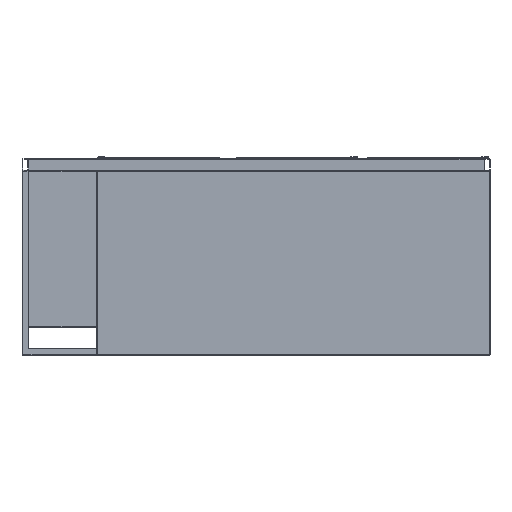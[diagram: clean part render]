
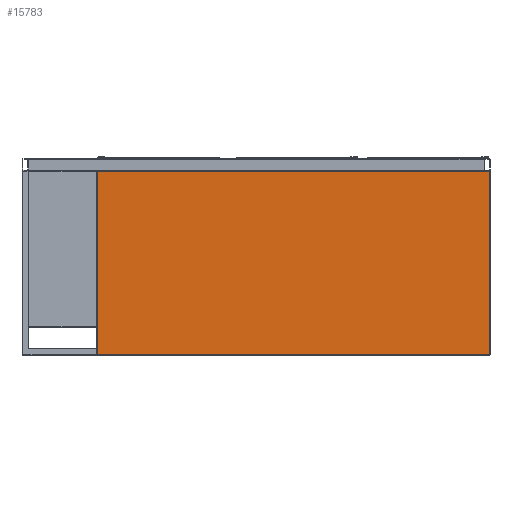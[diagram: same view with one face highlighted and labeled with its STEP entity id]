
A CAD part, front view. The second image highlights one B-rep face of the part: STEP entity #15783.
In plain terms, the highlighted planar face has unit normal (0, -1, 0).
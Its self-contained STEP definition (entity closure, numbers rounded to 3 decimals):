
#194 = EDGE_CURVE ( 'NONE', #12338, #13811, #31245, .T. ) ;
#1068 = VERTEX_POINT ( 'NONE', #7865 ) ;
#1815 = FACE_OUTER_BOUND ( 'NONE', #28182, .T. ) ;
#2468 = VERTEX_POINT ( 'NONE', #10506 ) ;
#3301 = CARTESIAN_POINT ( 'NONE',  ( -658., -280., -42. ) ) ;
#3847 = LINE ( 'NONE', #23831, #21505 ) ;
#4964 = DIRECTION ( 'NONE',  ( -1., 0., 0. ) ) ;
#5682 = CARTESIAN_POINT ( 'NONE',  ( -660., -280., -42. ) ) ;
#5946 = EDGE_CURVE ( 'NONE', #1068, #2468, #3847, .T. ) ;
#7350 = DIRECTION ( 'NONE',  ( 0., 0., 1. ) ) ;
#7865 = CARTESIAN_POINT ( 'NONE',  ( -658., -280., -658. ) ) ;
#10506 = CARTESIAN_POINT ( 'NONE',  ( 658., -280., -658. ) ) ;
#11166 = AXIS2_PLACEMENT_3D ( 'NONE', #22542, #30903, #22004 ) ;
#11384 = DIRECTION ( 'NONE',  ( 0., 0., -1. ) ) ;
#12338 = VERTEX_POINT ( 'NONE', #16207 ) ;
#12557 = CARTESIAN_POINT ( 'NONE',  ( -658., -280., -660. ) ) ;
#13811 = VERTEX_POINT ( 'NONE', #3301 ) ;
#13985 = ORIENTED_EDGE ( 'NONE', *, *, #23589, .T. ) ;
#15339 = ORIENTED_EDGE ( 'NONE', *, *, #34045, .T. ) ;
#15783 = ADVANCED_FACE ( 'Fl�che8', ( #1815 ), #24801, .T. ) ;
#16207 = CARTESIAN_POINT ( 'NONE',  ( 658., -280., -42. ) ) ;
#17905 = VECTOR ( 'NONE', #7350, 1000. ) ;
#19500 = VECTOR ( 'NONE', #11384, 1000. ) ;
#21505 = VECTOR ( 'NONE', #26824, 1000. ) ;
#22004 = DIRECTION ( 'NONE',  ( 0., 0., -1. ) ) ;
#22542 = CARTESIAN_POINT ( 'NONE',  ( -660., -280., -660. ) ) ;
#23589 = EDGE_CURVE ( 'NONE', #13811, #1068, #26743, .T. ) ;
#23831 = CARTESIAN_POINT ( 'NONE',  ( -660., -280., -658. ) ) ;
#24364 = LINE ( 'NONE', #33071, #17905 ) ;
#24801 = PLANE ( 'NONE',  #11166 ) ;
#26743 = LINE ( 'NONE', #12557, #19500 ) ;
#26824 = DIRECTION ( 'NONE',  ( 1., 0., 0. ) ) ;
#28182 = EDGE_LOOP ( 'NONE', ( #32518, #13985, #30705, #15339 ) ) ;
#30705 = ORIENTED_EDGE ( 'NONE', *, *, #5946, .T. ) ;
#30903 = DIRECTION ( 'NONE',  ( 0., -1., 0. ) ) ;
#31245 = LINE ( 'NONE', #5682, #35376 ) ;
#32518 = ORIENTED_EDGE ( 'NONE', *, *, #194, .T. ) ;
#33071 = CARTESIAN_POINT ( 'NONE',  ( 658., -280., -660. ) ) ;
#34045 = EDGE_CURVE ( 'NONE', #2468, #12338, #24364, .T. ) ;
#35376 = VECTOR ( 'NONE', #4964, 1000. ) ;
